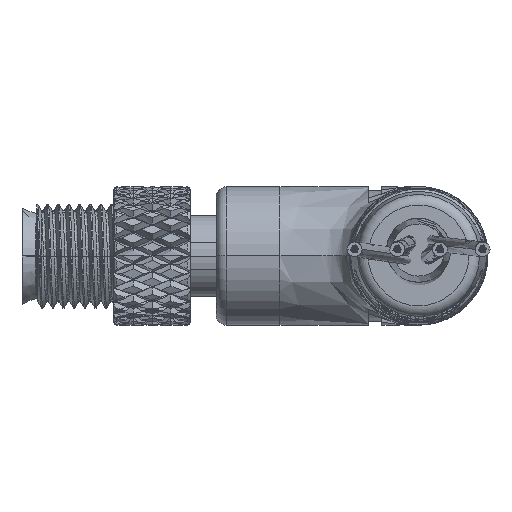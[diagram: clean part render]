
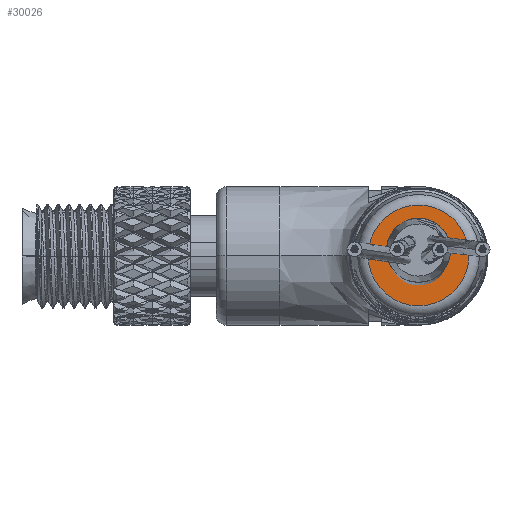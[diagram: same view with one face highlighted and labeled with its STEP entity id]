
A CAD part, top view. The second image highlights one B-rep face of the part: STEP entity #30026.
In plain terms, the highlighted planar face has unit normal (0, 0, 1).
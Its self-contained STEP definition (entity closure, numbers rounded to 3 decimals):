
#8568 = CARTESIAN_POINT ( 'NONE',  ( 11.5, 0., 16.75 ) ) ;
#13339 = VERTEX_POINT ( 'NONE', #45981 ) ;
#13528 = EDGE_LOOP ( 'NONE', ( #28633, #51886 ) ) ;
#18804 = AXIS2_PLACEMENT_3D ( 'NONE', #73906, #38772, #26865 ) ;
#23586 = DIRECTION ( 'NONE',  ( 0., 0., 1. ) ) ;
#26217 = CIRCLE ( 'NONE', #38905, 2.363 ) ;
#26865 = DIRECTION ( 'NONE',  ( -1., 0., 0. ) ) ;
#28633 = ORIENTED_EDGE ( 'NONE', *, *, #29315, .T. ) ;
#29315 = EDGE_CURVE ( 'NONE', #13339, #38820, #60176, .T. ) ;
#30026 = ADVANCED_FACE ( 'NONE', ( #63855 ), #44520, .F. ) ;
#38772 = DIRECTION ( 'NONE',  ( 0., 0., -1. ) ) ;
#38820 = VERTEX_POINT ( 'NONE', #75050 ) ;
#38905 = AXIS2_PLACEMENT_3D ( 'NONE', #8568, #63022, #50793 ) ;
#44520 = PLANE ( 'NONE',  #18804 ) ;
#45981 = CARTESIAN_POINT ( 'NONE',  ( 9.137, 0., 16.75 ) ) ;
#47257 = DIRECTION ( 'NONE',  ( -1., 0., 0. ) ) ;
#49308 = CARTESIAN_POINT ( 'NONE',  ( 11.5, 0., 16.75 ) ) ;
#50793 = DIRECTION ( 'NONE',  ( -1., 0., 0. ) ) ;
#51886 = ORIENTED_EDGE ( 'NONE', *, *, #68957, .T. ) ;
#60176 = CIRCLE ( 'NONE', #62470, 2.363 ) ;
#62470 = AXIS2_PLACEMENT_3D ( 'NONE', #49308, #23586, #47257 ) ;
#63022 = DIRECTION ( 'NONE',  ( 0., 0., 1. ) ) ;
#63855 = FACE_OUTER_BOUND ( 'NONE', #13528, .T. ) ;
#68957 = EDGE_CURVE ( 'NONE', #38820, #13339, #26217, .T. ) ;
#73906 = CARTESIAN_POINT ( 'NONE',  ( 11.5, 0., 16.75 ) ) ;
#75050 = CARTESIAN_POINT ( 'NONE',  ( 13.863, 0., 16.75 ) ) ;
